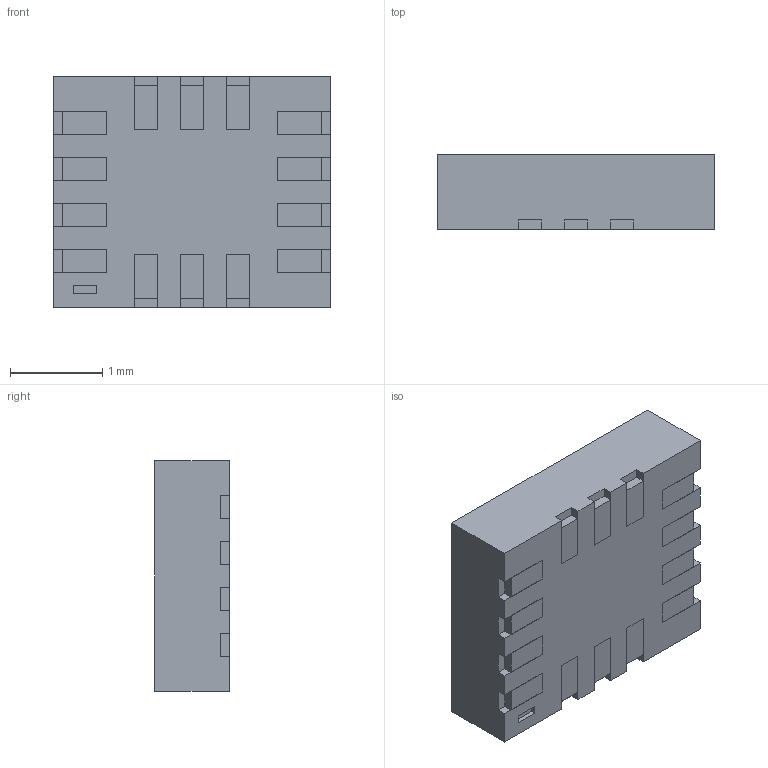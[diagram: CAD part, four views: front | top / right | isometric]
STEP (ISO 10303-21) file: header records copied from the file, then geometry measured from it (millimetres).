
FILE_DESCRIPTION (( 'STEP AP214' ), '1' );
FILE_NAME ('ICM-42370-P.STEP', '2024-05-14T20:28:09', ( '' ), ( '' ), 'SwSTEP 2.0', 'SolidWorks 2021', '' );
FILE_SCHEMA (( 'AUTOMOTIVE_DESIGN' ));
Length unit declared in the file: millimetre
Products named in the file (1): ICM-42370-P
Bounding box: 3 x 0.81 x 2.5 mm (x, y, z)
Volume: 6 mm3; surface area: 31.2 mm2
Topology: 17 solids, 17 shells, 164 faces, 384 edges, 256 vertices
Faces by surface type: plane 160, cylinder 4
Entity records: 4774 total; most frequent: CARTESIAN_POINT 805, ORIENTED_EDGE 768, DIRECTION 722, EDGE_CURVE 384, LINE 376, VECTOR 376, VERTEX_POINT 256, AXIS2_PLACEMENT_3D 173
